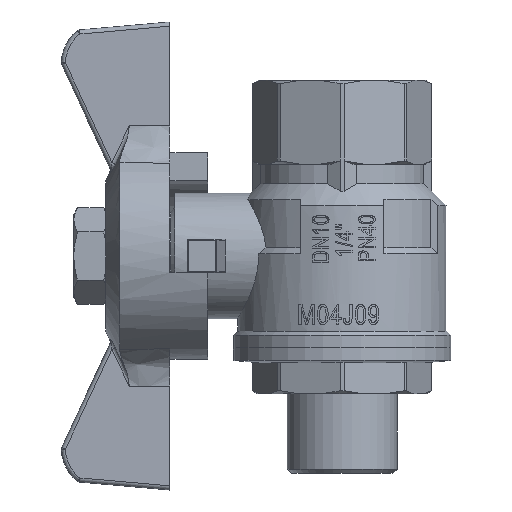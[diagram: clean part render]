
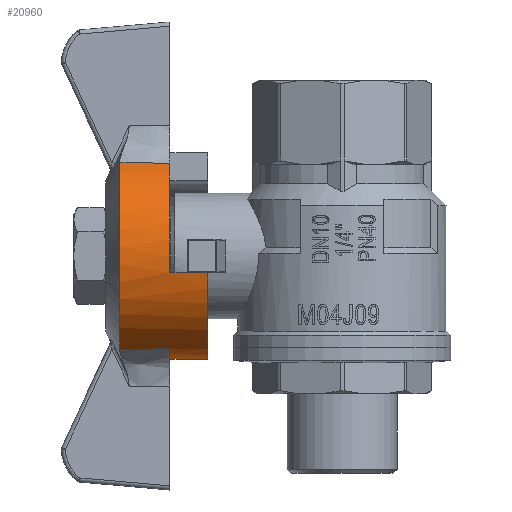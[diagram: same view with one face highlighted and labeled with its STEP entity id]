
A CAD part, left-side view. The second image highlights one B-rep face of the part: STEP entity #20960.
In plain terms, the highlighted cylindrical face has radius 12.5 mm (diameter 25 mm), a partial arc.
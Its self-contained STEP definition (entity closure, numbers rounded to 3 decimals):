
#342=ELLIPSE('',#29870,1137.569,12.5);
#343=ELLIPSE('',#29872,1137.569,12.5);
#1712=CYLINDRICAL_SURFACE('',#29868,12.5);
#1850=LINE('',#40315,#3216);
#1851=LINE('',#40316,#3217);
#3216=VECTOR('',#32916,1000.);
#3217=VECTOR('',#32917,1000.);
#4591=ORIENTED_EDGE('',*,*,#11277,.F.);
#4592=ORIENTED_EDGE('',*,*,#11278,.T.);
#4593=ORIENTED_EDGE('',*,*,#11279,.T.);
#4594=ORIENTED_EDGE('',*,*,#11280,.T.);
#4595=ORIENTED_EDGE('',*,*,#11281,.F.);
#4596=ORIENTED_EDGE('',*,*,#11282,.T.);
#4597=ORIENTED_EDGE('',*,*,#11272,.F.);
#4598=ORIENTED_EDGE('',*,*,#11283,.F.);
#11272=EDGE_CURVE('',#14615,#14612,#16845,.T.);
#11277=EDGE_CURVE('',#14620,#14621,#16848,.T.);
#11278=EDGE_CURVE('',#14620,#14622,#342,.F.);
#11279=EDGE_CURVE('',#14622,#14623,#16849,.T.);
#11280=EDGE_CURVE('',#14623,#14624,#343,.F.);
#11281=EDGE_CURVE('',#14625,#14624,#16850,.F.);
#11282=EDGE_CURVE('',#14625,#14612,#1850,.T.);
#11283=EDGE_CURVE('',#14621,#14615,#1851,.T.);
#14612=VERTEX_POINT('',#40287);
#14615=VERTEX_POINT('',#40292);
#14620=VERTEX_POINT('',#40305);
#14621=VERTEX_POINT('',#40306);
#14622=VERTEX_POINT('',#40308);
#14623=VERTEX_POINT('',#40310);
#14624=VERTEX_POINT('',#40312);
#14625=VERTEX_POINT('',#40314);
#16845=CIRCLE('',#29864,12.5);
#16848=CIRCLE('',#29869,12.5);
#16849=CIRCLE('',#29871,12.5);
#16850=CIRCLE('',#29873,12.5);
#17272=EDGE_LOOP('',(#4591,#4592,#4593,#4594,#4595,#4596,#4597,#4598));
#18619=FACE_BOUND('',#17272,.T.);
#20960=ADVANCED_FACE('',(#18619),#1712,.T.);
#29864=AXIS2_PLACEMENT_3D('',#40293,#32894,#32895);
#29868=AXIS2_PLACEMENT_3D('',#40303,#32904,#32905);
#29869=AXIS2_PLACEMENT_3D('',#40304,#32906,#32907);
#29870=AXIS2_PLACEMENT_3D('',#40307,#32908,#32909);
#29871=AXIS2_PLACEMENT_3D('',#40309,#32910,#32911);
#29872=AXIS2_PLACEMENT_3D('',#40311,#32912,#32913);
#29873=AXIS2_PLACEMENT_3D('',#40313,#32914,#32915);
#32894=DIRECTION('',(0.,0.,-1.));
#32895=DIRECTION('',(-1.,0.,0.));
#32904=DIRECTION('',(0.,0.,-1.));
#32905=DIRECTION('',(-1.,0.,0.));
#32906=DIRECTION('',(0.,0.,-1.));
#32907=DIRECTION('',(-1.,0.,0.));
#32908=DIRECTION('',(0.,1.,-0.011));
#32909=DIRECTION('',(0.,-0.011,-1.));
#32910=DIRECTION('',(0.,0.,-1.));
#32911=DIRECTION('',(-1.,0.,0.));
#32912=DIRECTION('',(0.,1.,-0.011));
#32913=DIRECTION('',(0.,-0.011,-1.));
#32914=DIRECTION('',(0.,0.,-1.));
#32915=DIRECTION('',(-1.,0.,0.));
#32916=DIRECTION('',(0.,0.,-1.));
#32917=DIRECTION('',(0.,0.,-1.));
#40287=CARTESIAN_POINT('',(-12.339,-2.,0.));
#40292=CARTESIAN_POINT('',(-2.,-12.339,0.));
#40293=CARTESIAN_POINT('',(0.,0.,0.));
#40303=CARTESIAN_POINT('',(0.,0.,54.));
#40304=CARTESIAN_POINT('',(0.,0.,4.5));
#40305=CARTESIAN_POINT('',(11.117,-5.715,4.5));
#40306=CARTESIAN_POINT('',(-2.,-12.339,4.5));
#40307=CARTESIAN_POINT('',(0.,0.,524.538));
#40308=CARTESIAN_POINT('',(11.151,-5.649,10.5));
#40309=CARTESIAN_POINT('',(0.,0.,10.5));
#40310=CARTESIAN_POINT('',(-11.151,-5.649,10.5));
#40311=CARTESIAN_POINT('',(0.,0.,524.538));
#40312=CARTESIAN_POINT('',(-11.117,-5.715,4.5));
#40313=CARTESIAN_POINT('',(0.,0.,4.5));
#40314=CARTESIAN_POINT('',(-12.339,-2.,4.5));
#40315=CARTESIAN_POINT('',(-12.339,-2.,4.5));
#40316=CARTESIAN_POINT('',(-2.,-12.339,4.5));
